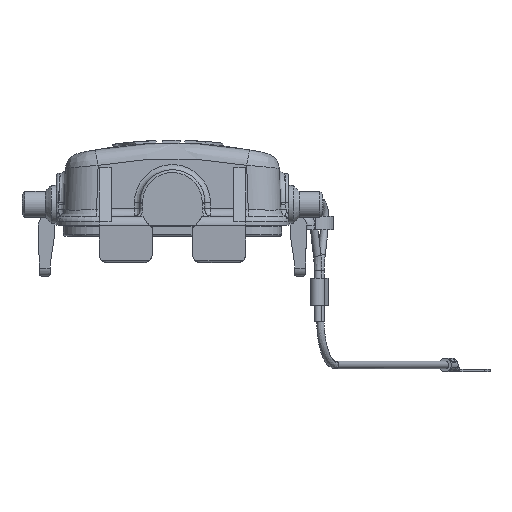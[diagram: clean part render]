
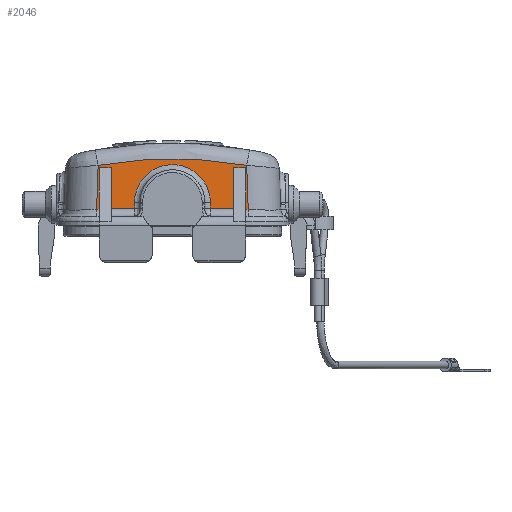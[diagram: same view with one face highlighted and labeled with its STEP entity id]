
A CAD part, left-side view. The second image highlights one B-rep face of the part: STEP entity #2046.
In plain terms, the highlighted planar face has unit normal (-0.999, 0, 0.035).
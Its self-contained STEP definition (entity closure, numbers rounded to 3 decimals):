
#1365=PLANE('',#14032);
#1776=ELLIPSE('',#14030,77.047,77.);
#1777=ELLIPSE('',#14031,7.004,7.);
#2046=ADVANCED_FACE('',(#2707),#1365,.T.);
#2707=FACE_OUTER_BOUND('',#3252,.T.);
#3252=EDGE_LOOP('',(#4170,#4171,#4172,#4173,#4174,#4175,#4176,#4177,#4178,
#4179,#4180,#4181,#4182,#4183,#4184,#4185));
#4170=ORIENTED_EDGE('',*,*,#7929,.T.);
#4171=ORIENTED_EDGE('',*,*,#7930,.T.);
#4172=ORIENTED_EDGE('',*,*,#7931,.T.);
#4173=ORIENTED_EDGE('',*,*,#7932,.T.);
#4174=ORIENTED_EDGE('',*,*,#7933,.F.);
#4175=ORIENTED_EDGE('',*,*,#7934,.T.);
#4176=ORIENTED_EDGE('',*,*,#7935,.T.);
#4177=ORIENTED_EDGE('',*,*,#7936,.T.);
#4178=ORIENTED_EDGE('',*,*,#7937,.T.);
#4179=ORIENTED_EDGE('',*,*,#7938,.T.);
#4180=ORIENTED_EDGE('',*,*,#7939,.T.);
#4181=ORIENTED_EDGE('',*,*,#7940,.T.);
#4182=ORIENTED_EDGE('',*,*,#7941,.T.);
#4183=ORIENTED_EDGE('',*,*,#7942,.F.);
#4184=ORIENTED_EDGE('',*,*,#7943,.T.);
#4185=ORIENTED_EDGE('',*,*,#7944,.T.);
#7009=VERTEX_POINT('',#21080);
#7010=VERTEX_POINT('',#21081);
#7011=VERTEX_POINT('',#21083);
#7012=VERTEX_POINT('',#21085);
#7013=VERTEX_POINT('',#21093);
#7014=VERTEX_POINT('',#21095);
#7015=VERTEX_POINT('',#21097);
#7016=VERTEX_POINT('',#21099);
#7017=VERTEX_POINT('',#21101);
#7018=VERTEX_POINT('',#21103);
#7019=VERTEX_POINT('',#21105);
#7020=VERTEX_POINT('',#21107);
#7021=VERTEX_POINT('',#21109);
#7022=VERTEX_POINT('',#21111);
#7023=VERTEX_POINT('',#21113);
#7024=VERTEX_POINT('',#21115);
#7929=EDGE_CURVE('',#7009,#7010,#11571,.T.);
#7930=EDGE_CURVE('',#7010,#7011,#1776,.T.);
#7931=EDGE_CURVE('',#7011,#7012,#11572,.T.);
#7932=EDGE_CURVE('',#7012,#7013,#9597,.T.);
#7933=EDGE_CURVE('',#7014,#7013,#11573,.T.);
#7934=EDGE_CURVE('',#7014,#7015,#11574,.T.);
#7935=EDGE_CURVE('',#7015,#7016,#11575,.T.);
#7936=EDGE_CURVE('',#7016,#7017,#11576,.T.);
#7937=EDGE_CURVE('',#7017,#7018,#11577,.T.);
#7938=EDGE_CURVE('',#7018,#7019,#1777,.T.);
#7939=EDGE_CURVE('',#7019,#7020,#11578,.T.);
#7940=EDGE_CURVE('',#7020,#7021,#11579,.T.);
#7941=EDGE_CURVE('',#7021,#7022,#11580,.T.);
#7942=EDGE_CURVE('',#7023,#7022,#11581,.T.);
#7943=EDGE_CURVE('',#7023,#7024,#11582,.T.);
#7944=EDGE_CURVE('',#7024,#7009,#9598,.T.);
#9597=B_SPLINE_CURVE_WITH_KNOTS('',3,(#21086,#21087,#21088,#21089,#21090,
#21091,#21092),.UNSPECIFIED.,.F.,.F.,(4,3,4),(0.,0.373,1.),
 .UNSPECIFIED.);
#9598=B_SPLINE_CURVE_WITH_KNOTS('',3,(#21116,#21117,#21118,#21119,#21120,
#21121,#21122),.UNSPECIFIED.,.F.,.F.,(4,3,4),(0.,0.627,1.),
 .UNSPECIFIED.);
#11571=LINE('',#21079,#12230);
#11572=LINE('',#21084,#12231);
#11573=LINE('',#21094,#12232);
#11574=LINE('',#21096,#12233);
#11575=LINE('',#21098,#12234);
#11576=LINE('',#21100,#12235);
#11577=LINE('',#21102,#12236);
#11578=LINE('',#21106,#12237);
#11579=LINE('',#21108,#12238);
#11580=LINE('',#21110,#12239);
#11581=LINE('',#21112,#12240);
#11582=LINE('',#21114,#12241);
#12230=VECTOR('',#15243,1.);
#12231=VECTOR('',#15246,1.);
#12232=VECTOR('',#15247,1.);
#12233=VECTOR('',#15248,1.);
#12234=VECTOR('',#15249,1.);
#12235=VECTOR('',#15250,1.);
#12236=VECTOR('',#15251,1.);
#12237=VECTOR('',#15254,1.);
#12238=VECTOR('',#15255,1.);
#12239=VECTOR('',#15256,1.);
#12240=VECTOR('',#15257,1.);
#12241=VECTOR('',#15258,1.);
#14030=AXIS2_PLACEMENT_3D('',#21082,#15244,#15245);
#14031=AXIS2_PLACEMENT_3D('',#21104,#15252,#15253);
#14032=AXIS2_PLACEMENT_3D('',#21123,#15259,#15260);
#15243=DIRECTION('',(0.035,0.035,0.999));
#15244=DIRECTION('',(-0.999,0.,0.035));
#15245=DIRECTION('',(-0.035,0.,-0.999));
#15246=DIRECTION('',(-0.035,0.035,-0.999));
#15247=DIRECTION('',(-0.035,0.,-0.999));
#15248=DIRECTION('',(0.,-1.,0.));
#15249=DIRECTION('',(-0.035,0.,-0.999));
#15250=DIRECTION('',(0.,-1.,0.));
#15251=DIRECTION('',(0.035,0.,0.999));
#15252=DIRECTION('',(0.999,0.,-0.035));
#15253=DIRECTION('',(0.035,0.,0.999));
#15254=DIRECTION('',(-0.035,0.,-0.999));
#15255=DIRECTION('',(0.,-1.,0.));
#15256=DIRECTION('',(0.035,0.,0.999));
#15257=DIRECTION('',(0.,1.,0.));
#15258=DIRECTION('',(-0.035,0.,-0.999));
#15259=DIRECTION('',(-0.999,0.,0.035));
#15260=DIRECTION('',(0.035,0.,0.999));
#21079=CARTESIAN_POINT('',(-45.335,-14.089,0.491));
#21080=CARTESIAN_POINT('',(-45.25,-14.004,2.93));
#21081=CARTESIAN_POINT('',(-44.966,-13.719,11.073));
#21082=CARTESIAN_POINT('',(-47.612,0.,-64.695));
#21083=CARTESIAN_POINT('',(-44.966,13.719,11.073));
#21084=CARTESIAN_POINT('',(-45.335,14.089,0.491));
#21085=CARTESIAN_POINT('',(-45.25,14.004,2.93));
#21086=CARTESIAN_POINT('',(-45.25,14.004,2.93));
#21087=CARTESIAN_POINT('',(-45.25,13.941,2.931));
#21088=CARTESIAN_POINT('',(-45.25,13.879,2.933));
#21089=CARTESIAN_POINT('',(-45.25,13.816,2.934));
#21090=CARTESIAN_POINT('',(-45.25,13.711,2.936));
#21091=CARTESIAN_POINT('',(-45.25,13.605,2.937));
#21092=CARTESIAN_POINT('',(-45.25,13.5,2.937));
#21093=CARTESIAN_POINT('',(-45.25,13.5,2.937));
#21094=CARTESIAN_POINT('',(-44.981,13.5,10.641));
#21095=CARTESIAN_POINT('',(-44.981,13.5,10.641));
#21096=CARTESIAN_POINT('',(-44.981,13.5,10.641));
#21097=CARTESIAN_POINT('',(-44.981,11.3,10.641));
#21098=CARTESIAN_POINT('',(-44.981,11.3,10.641));
#21099=CARTESIAN_POINT('',(-45.243,11.3,3.148));
#21100=CARTESIAN_POINT('',(-45.243,6.,3.148));
#21101=CARTESIAN_POINT('',(-45.243,7.,3.148));
#21102=CARTESIAN_POINT('',(-45.353,7.,0.));
#21103=CARTESIAN_POINT('',(-45.205,7.,4.215));
#21104=CARTESIAN_POINT('',(-45.205,0.,4.215));
#21105=CARTESIAN_POINT('',(-45.205,-7.,4.215));
#21106=CARTESIAN_POINT('',(-45.353,-7.,0.));
#21107=CARTESIAN_POINT('',(-45.243,-7.,3.148));
#21108=CARTESIAN_POINT('',(-45.243,-11.3,3.148));
#21109=CARTESIAN_POINT('',(-45.243,-11.3,3.148));
#21110=CARTESIAN_POINT('',(-45.293,-11.3,1.7));
#21111=CARTESIAN_POINT('',(-44.981,-11.3,10.641));
#21112=CARTESIAN_POINT('',(-44.981,-13.5,10.641));
#21113=CARTESIAN_POINT('',(-44.981,-13.5,10.641));
#21114=CARTESIAN_POINT('',(-45.293,-13.5,1.7));
#21115=CARTESIAN_POINT('',(-45.25,-13.5,2.937));
#21116=CARTESIAN_POINT('',(-45.25,-13.5,2.937));
#21117=CARTESIAN_POINT('',(-45.25,-13.605,2.937));
#21118=CARTESIAN_POINT('',(-45.25,-13.711,2.936));
#21119=CARTESIAN_POINT('',(-45.25,-13.816,2.934));
#21120=CARTESIAN_POINT('',(-45.25,-13.879,2.933));
#21121=CARTESIAN_POINT('',(-45.25,-13.941,2.931));
#21122=CARTESIAN_POINT('',(-45.25,-14.004,2.93));
#21123=CARTESIAN_POINT('',(-45.353,0.,0.));
